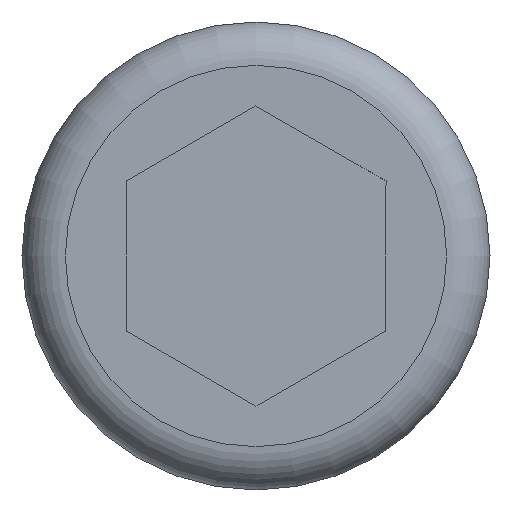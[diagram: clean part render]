
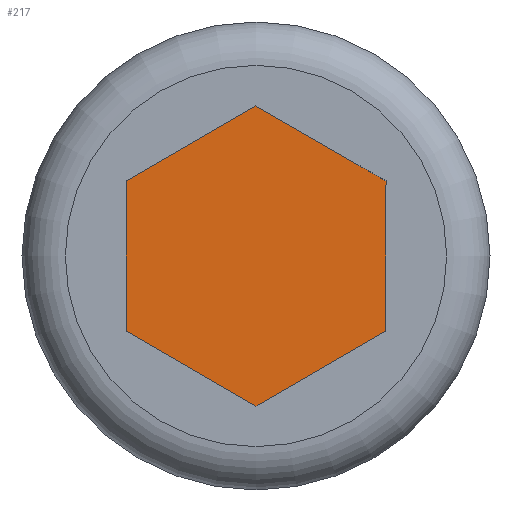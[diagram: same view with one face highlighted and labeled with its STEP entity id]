
A CAD part, front view. The second image highlights one B-rep face of the part: STEP entity #217.
In plain terms, the highlighted face is planar.
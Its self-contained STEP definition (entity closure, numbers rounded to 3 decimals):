
#28=PLANE('',#250);
#39=LINE('',#354,#59);
#42=LINE('',#359,#62);
#44=LINE('',#363,#64);
#46=LINE('',#367,#66);
#48=LINE('',#371,#68);
#49=LINE('',#373,#69);
#59=VECTOR('',#287,10.);
#62=VECTOR('',#292,10.);
#64=VECTOR('',#296,10.);
#66=VECTOR('',#300,10.);
#68=VECTOR('',#304,10.);
#69=VECTOR('',#307,10.);
#82=FACE_OUTER_BOUND('',#96,.T.);
#96=EDGE_LOOP('',(#194,#195,#196,#197,#198,#199));
#118=VERTEX_POINT('',#351);
#119=VERTEX_POINT('',#353);
#120=VERTEX_POINT('',#357);
#121=VERTEX_POINT('',#361);
#122=VERTEX_POINT('',#365);
#123=VERTEX_POINT('',#369);
#139=EDGE_CURVE('',#118,#119,#39,.T.);
#142=EDGE_CURVE('',#120,#118,#42,.T.);
#144=EDGE_CURVE('',#121,#120,#44,.T.);
#146=EDGE_CURVE('',#122,#121,#46,.T.);
#148=EDGE_CURVE('',#123,#122,#48,.T.);
#149=EDGE_CURVE('',#119,#123,#49,.T.);
#194=ORIENTED_EDGE('',*,*,#149,.F.);
#195=ORIENTED_EDGE('',*,*,#139,.F.);
#196=ORIENTED_EDGE('',*,*,#142,.F.);
#197=ORIENTED_EDGE('',*,*,#144,.F.);
#198=ORIENTED_EDGE('',*,*,#146,.F.);
#199=ORIENTED_EDGE('',*,*,#148,.F.);
#217=ADVANCED_FACE('',(#82),#28,.F.);
#250=AXIS2_PLACEMENT_3D('',#374,#308,#309);
#287=DIRECTION('',(0.866,0.,0.5));
#292=DIRECTION('',(0.866,0.,-0.5));
#296=DIRECTION('',(0.,0.,-1.));
#300=DIRECTION('',(-0.866,0.,-0.5));
#304=DIRECTION('',(-0.866,0.,0.5));
#307=DIRECTION('',(0.,0.,1.));
#308=DIRECTION('center_axis',(0.,-1.,0.));
#309=DIRECTION('ref_axis',(0.,0.,-1.));
#351=CARTESIAN_POINT('',(0.,-49.,-1.732));
#353=CARTESIAN_POINT('',(1.5,-49.,-0.866));
#354=CARTESIAN_POINT('',(1.5,-49.,-0.866));
#357=CARTESIAN_POINT('',(-1.5,-49.,-0.866));
#359=CARTESIAN_POINT('',(0.,-49.,-1.732));
#361=CARTESIAN_POINT('',(-1.5,-49.,0.866));
#363=CARTESIAN_POINT('',(-1.5,-49.,-0.866));
#365=CARTESIAN_POINT('',(0.,-49.,1.732));
#367=CARTESIAN_POINT('',(-1.5,-49.,0.866));
#369=CARTESIAN_POINT('',(1.5,-49.,0.866));
#371=CARTESIAN_POINT('',(0.,-49.,1.732));
#373=CARTESIAN_POINT('',(1.5,-49.,0.866));
#374=CARTESIAN_POINT('Origin',(0.,-49.,0.));
